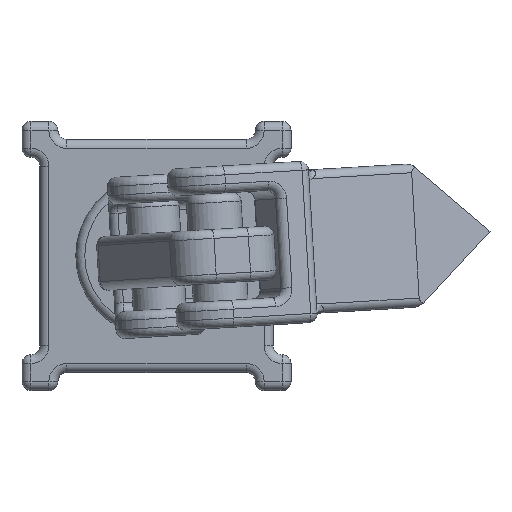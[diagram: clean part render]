
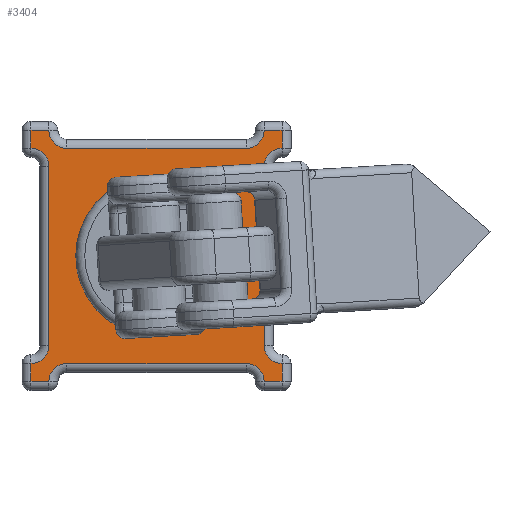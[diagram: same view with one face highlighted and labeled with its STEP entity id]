
A CAD part, top view. The second image highlights one B-rep face of the part: STEP entity #3404.
In plain terms, the highlighted planar face has unit normal (0, 0, 1).
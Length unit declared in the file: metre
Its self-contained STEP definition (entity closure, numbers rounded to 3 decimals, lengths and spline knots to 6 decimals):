
#333=LINE('',#5654,#529);
#334=LINE('',#5658,#530);
#335=LINE('',#5660,#531);
#336=LINE('',#5664,#532);
#337=LINE('',#5668,#533);
#338=LINE('',#5670,#534);
#339=LINE('',#5674,#535);
#340=LINE('',#5678,#536);
#341=LINE('',#5680,#537);
#342=LINE('',#5684,#538);
#343=LINE('',#5688,#539);
#344=LINE('',#5690,#540);
#529=VECTOR('',#4336,1.);
#530=VECTOR('',#4339,1.);
#531=VECTOR('',#4340,1.);
#532=VECTOR('',#4343,1.);
#533=VECTOR('',#4346,1.);
#534=VECTOR('',#4347,1.);
#535=VECTOR('',#4350,1.);
#536=VECTOR('',#4353,1.);
#537=VECTOR('',#4354,1.);
#538=VECTOR('',#4357,1.);
#539=VECTOR('',#4360,1.);
#540=VECTOR('',#4361,1.);
#733=ORIENTED_EDGE('',*,*,#1755,.F.);
#734=ORIENTED_EDGE('',*,*,#1756,.F.);
#735=ORIENTED_EDGE('',*,*,#1757,.T.);
#736=ORIENTED_EDGE('',*,*,#1758,.F.);
#737=ORIENTED_EDGE('',*,*,#1759,.T.);
#738=ORIENTED_EDGE('',*,*,#1760,.T.);
#739=ORIENTED_EDGE('',*,*,#1761,.F.);
#740=ORIENTED_EDGE('',*,*,#1762,.T.);
#741=ORIENTED_EDGE('',*,*,#1763,.F.);
#742=ORIENTED_EDGE('',*,*,#1764,.T.);
#743=ORIENTED_EDGE('',*,*,#1765,.T.);
#744=ORIENTED_EDGE('',*,*,#1766,.F.);
#745=ORIENTED_EDGE('',*,*,#1767,.T.);
#746=ORIENTED_EDGE('',*,*,#1768,.F.);
#747=ORIENTED_EDGE('',*,*,#1769,.T.);
#748=ORIENTED_EDGE('',*,*,#1770,.T.);
#749=ORIENTED_EDGE('',*,*,#1771,.F.);
#750=ORIENTED_EDGE('',*,*,#1772,.T.);
#751=ORIENTED_EDGE('',*,*,#1773,.F.);
#752=ORIENTED_EDGE('',*,*,#1774,.T.);
#753=ORIENTED_EDGE('',*,*,#1775,.T.);
#1755=EDGE_CURVE('',#2266,#2266,#2502,.T.);
#1756=EDGE_CURVE('',#2267,#2268,#2503,.T.);
#1757=EDGE_CURVE('',#2267,#2269,#333,.T.);
#1758=EDGE_CURVE('',#2270,#2269,#2504,.T.);
#1759=EDGE_CURVE('',#2270,#2271,#334,.F.);
#1760=EDGE_CURVE('',#2271,#2272,#335,.F.);
#1761=EDGE_CURVE('',#2273,#2272,#2505,.T.);
#1762=EDGE_CURVE('',#2273,#2274,#336,.F.);
#1763=EDGE_CURVE('',#2275,#2274,#2506,.T.);
#1764=EDGE_CURVE('',#2275,#2276,#337,.F.);
#1765=EDGE_CURVE('',#2276,#2277,#338,.T.);
#1766=EDGE_CURVE('',#2278,#2277,#2507,.T.);
#1767=EDGE_CURVE('',#2278,#2279,#339,.F.);
#1768=EDGE_CURVE('',#2280,#2279,#2508,.T.);
#1769=EDGE_CURVE('',#2280,#2281,#340,.F.);
#1770=EDGE_CURVE('',#2281,#2282,#341,.T.);
#1771=EDGE_CURVE('',#2283,#2282,#2509,.T.);
#1772=EDGE_CURVE('',#2283,#2284,#342,.T.);
#1773=EDGE_CURVE('',#2285,#2284,#2510,.T.);
#1774=EDGE_CURVE('',#2285,#2286,#343,.F.);
#1775=EDGE_CURVE('',#2286,#2268,#344,.F.);
#2266=VERTEX_POINT('',#5650);
#2267=VERTEX_POINT('',#5652);
#2268=VERTEX_POINT('',#5653);
#2269=VERTEX_POINT('',#5655);
#2270=VERTEX_POINT('',#5657);
#2271=VERTEX_POINT('',#5659);
#2272=VERTEX_POINT('',#5661);
#2273=VERTEX_POINT('',#5663);
#2274=VERTEX_POINT('',#5665);
#2275=VERTEX_POINT('',#5667);
#2276=VERTEX_POINT('',#5669);
#2277=VERTEX_POINT('',#5671);
#2278=VERTEX_POINT('',#5673);
#2279=VERTEX_POINT('',#5675);
#2280=VERTEX_POINT('',#5677);
#2281=VERTEX_POINT('',#5679);
#2282=VERTEX_POINT('',#5681);
#2283=VERTEX_POINT('',#5683);
#2284=VERTEX_POINT('',#5685);
#2285=VERTEX_POINT('',#5687);
#2286=VERTEX_POINT('',#5689);
#2502=CIRCLE('',#3711,0.045);
#2503=CIRCLE('',#3712,0.01);
#2504=CIRCLE('',#3713,0.01);
#2505=CIRCLE('',#3714,0.01);
#2506=CIRCLE('',#3715,0.01);
#2507=CIRCLE('',#3716,0.01);
#2508=CIRCLE('',#3717,0.01);
#2509=CIRCLE('',#3718,0.01);
#2510=CIRCLE('',#3719,0.01);
#2786=EDGE_LOOP('',(#733));
#2787=EDGE_LOOP('',(#734,#735,#736,#737,#738,#739,#740,#741,#742,#743,#744,
#745,#746,#747,#748,#749,#750,#751,#752,#753));
#3071=FACE_BOUND('',#2786,.T.);
#3072=FACE_BOUND('',#2787,.T.);
#3356=PLANE('',#3710);
#3404=ADVANCED_FACE('',(#3071,#3072),#3356,.T.);
#3710=AXIS2_PLACEMENT_3D('',#5648,#4330,#4331);
#3711=AXIS2_PLACEMENT_3D('',#5649,#4332,#4333);
#3712=AXIS2_PLACEMENT_3D('',#5651,#4334,#4335);
#3713=AXIS2_PLACEMENT_3D('',#5656,#4337,#4338);
#3714=AXIS2_PLACEMENT_3D('',#5662,#4341,#4342);
#3715=AXIS2_PLACEMENT_3D('',#5666,#4344,#4345);
#3716=AXIS2_PLACEMENT_3D('',#5672,#4348,#4349);
#3717=AXIS2_PLACEMENT_3D('',#5676,#4351,#4352);
#3718=AXIS2_PLACEMENT_3D('',#5682,#4355,#4356);
#3719=AXIS2_PLACEMENT_3D('',#5686,#4358,#4359);
#4330=DIRECTION('',(0.,0.,1.));
#4331=DIRECTION('',(1.,0.,0.));
#4332=DIRECTION('',(0.,0.,1.));
#4333=DIRECTION('',(1.,0.,0.));
#4334=DIRECTION('',(0.,0.,1.));
#4335=DIRECTION('',(1.,0.,0.));
#4336=DIRECTION('',(-1.,0.,0.));
#4337=DIRECTION('',(0.,0.,1.));
#4338=DIRECTION('',(1.,0.,0.));
#4339=DIRECTION('',(1.,0.,0.));
#4340=DIRECTION('',(0.,1.,0.));
#4341=DIRECTION('',(0.,0.,1.));
#4342=DIRECTION('',(1.,0.,0.));
#4343=DIRECTION('',(0.,1.,0.));
#4344=DIRECTION('',(0.,0.,1.));
#4345=DIRECTION('',(1.,0.,0.));
#4346=DIRECTION('',(0.,1.,0.));
#4347=DIRECTION('',(1.,0.,0.));
#4348=DIRECTION('',(0.,0.,1.));
#4349=DIRECTION('',(1.,0.,0.));
#4350=DIRECTION('',(-1.,0.,0.));
#4351=DIRECTION('',(0.,0.,1.));
#4352=DIRECTION('',(1.,0.,0.));
#4353=DIRECTION('',(-1.,0.,0.));
#4354=DIRECTION('',(0.,1.,0.));
#4355=DIRECTION('',(0.,0.,1.));
#4356=DIRECTION('',(1.,0.,0.));
#4357=DIRECTION('',(0.,1.,0.));
#4358=DIRECTION('',(0.,0.,1.));
#4359=DIRECTION('',(1.,0.,0.));
#4360=DIRECTION('',(0.,-1.,0.));
#4361=DIRECTION('',(1.,0.,0.));
#5648=CARTESIAN_POINT('',(0.,0.,0.05));
#5649=CARTESIAN_POINT('',(0.,0.,0.05));
#5650=CARTESIAN_POINT('',(0.045,0.,0.05));
#5651=CARTESIAN_POINT('',(0.05,0.07,0.05));
#5652=CARTESIAN_POINT('',(0.05,0.06,0.05));
#5653=CARTESIAN_POINT('',(0.06,0.07,0.05));
#5654=CARTESIAN_POINT('',(-0.055,0.06,0.05));
#5655=CARTESIAN_POINT('',(-0.05,0.06,0.05));
#5656=CARTESIAN_POINT('',(-0.05,0.07,0.05));
#5657=CARTESIAN_POINT('',(-0.06,0.07,0.05));
#5658=CARTESIAN_POINT('',(0.,0.07,0.05));
#5659=CARTESIAN_POINT('',(-0.07,0.07,0.05));
#5660=CARTESIAN_POINT('',(-0.07,0.,0.05));
#5661=CARTESIAN_POINT('',(-0.07,0.06,0.05));
#5662=CARTESIAN_POINT('',(-0.07,0.05,0.05));
#5663=CARTESIAN_POINT('',(-0.06,0.05,0.05));
#5664=CARTESIAN_POINT('',(-0.06,0.,0.05));
#5665=CARTESIAN_POINT('',(-0.06,-0.05,0.05));
#5666=CARTESIAN_POINT('',(-0.07,-0.05,0.05));
#5667=CARTESIAN_POINT('',(-0.07,-0.06,0.05));
#5668=CARTESIAN_POINT('',(-0.07,0.,0.05));
#5669=CARTESIAN_POINT('',(-0.07,-0.07,0.05));
#5670=CARTESIAN_POINT('',(-0.055,-0.07,0.05));
#5671=CARTESIAN_POINT('',(-0.06,-0.07,0.05));
#5672=CARTESIAN_POINT('',(-0.05,-0.07,0.05));
#5673=CARTESIAN_POINT('',(-0.05,-0.06,0.05));
#5674=CARTESIAN_POINT('',(0.,-0.06,0.05));
#5675=CARTESIAN_POINT('',(0.05,-0.06,0.05));
#5676=CARTESIAN_POINT('',(0.05,-0.07,0.05));
#5677=CARTESIAN_POINT('',(0.06,-0.07,0.05));
#5678=CARTESIAN_POINT('',(0.,-0.07,0.05));
#5679=CARTESIAN_POINT('',(0.07,-0.07,0.05));
#5680=CARTESIAN_POINT('',(0.07,-0.055,0.05));
#5681=CARTESIAN_POINT('',(0.07,-0.06,0.05));
#5682=CARTESIAN_POINT('',(0.07,-0.05,0.05));
#5683=CARTESIAN_POINT('',(0.06,-0.05,0.05));
#5684=CARTESIAN_POINT('',(0.06,0.055,0.05));
#5685=CARTESIAN_POINT('',(0.06,0.05,0.05));
#5686=CARTESIAN_POINT('',(0.07,0.05,0.05));
#5687=CARTESIAN_POINT('',(0.07,0.06,0.05));
#5688=CARTESIAN_POINT('',(0.07,0.,0.05));
#5689=CARTESIAN_POINT('',(0.07,0.07,0.05));
#5690=CARTESIAN_POINT('',(0.,0.07,0.05));
